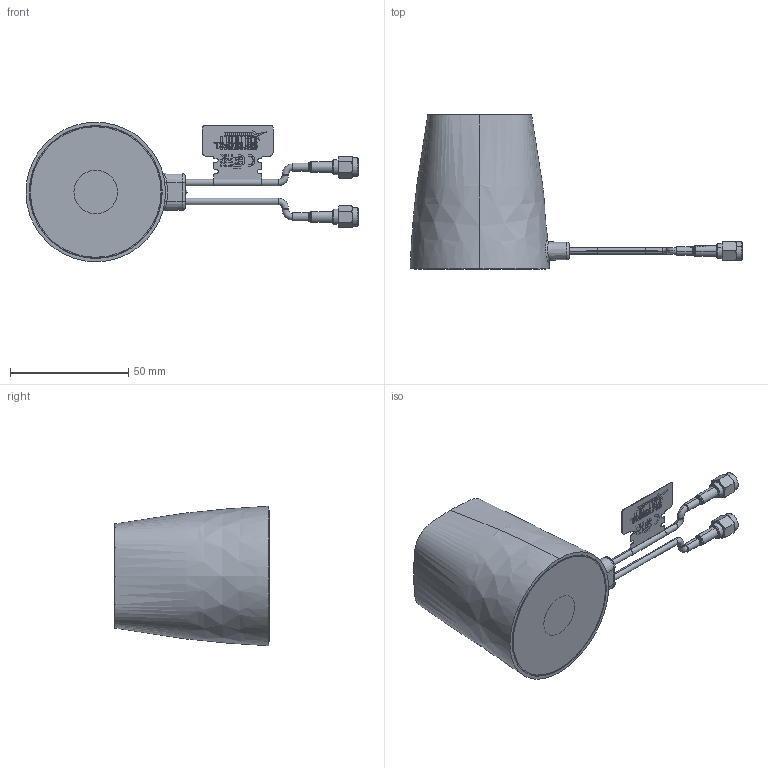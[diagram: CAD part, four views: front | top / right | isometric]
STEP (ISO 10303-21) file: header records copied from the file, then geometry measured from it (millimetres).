
FILE_DESCRIPTION (( 'STEP AP214' ), '1' );
FILE_NAME ('MA342.A.BI.001_Web.STEP', '2024-09-25T05:57:09', ( '' ), ( '' ), 'SwSTEP 2.0', 'SolidWorks 2022', '' );
FILE_SCHEMA (( 'AUTOMOTIVE_DESIGN' ));
Length unit declared in the file: millimetre
Products named in the file (1): MA342.A.BI.001_Web
Bounding box: 140.29 x 65.1 x 58.92 mm (x, y, z)
Surface area: 22699.3 mm2 (no closed solid volume)
Topology: 0 solids, 62 shells, 375 faces, 2300 edges, 1992 vertices
Faces by surface type: plane 150, cylinder 117, torus 65, cone 29, bspline 12, sphere 2
Entity records: 31550 total; most frequent: CARTESIAN_POINT 10737, DIRECTION 3152, ORIENTED_EDGE 2894, EDGE_CURVE 2300, VERTEX_POINT 1992, VECTOR 1644, LINE 1644, AXIS2_PLACEMENT_3D 754
